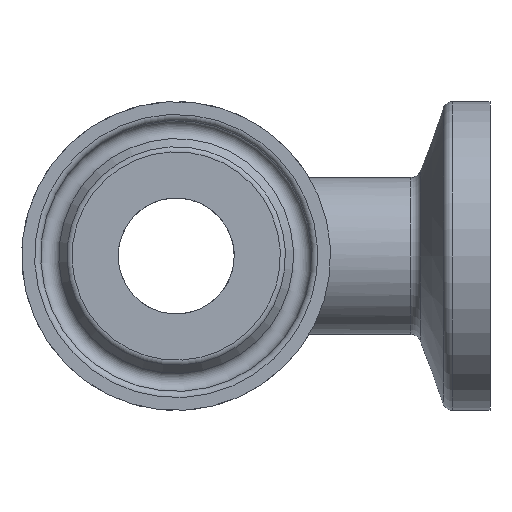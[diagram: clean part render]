
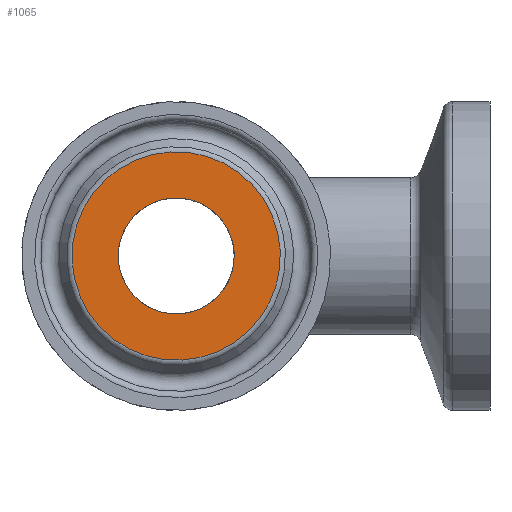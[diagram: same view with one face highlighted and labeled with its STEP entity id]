
A CAD part, left-side view. The second image highlights one B-rep face of the part: STEP entity #1065.
In plain terms, the highlighted face is planar.
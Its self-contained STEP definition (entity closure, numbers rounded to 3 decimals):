
#1031=CARTESIAN_POINT('',(8.433,0.8,0.0));
#1032=VERTEX_POINT('',#1031);
#1033=CARTESIAN_POINT('',(0.0,0.8,0.0));
#1034=DIRECTION('',(0.0,-1.0,0.0));
#1035=DIRECTION('',(1.0,0.0,0.0));
#1036=AXIS2_PLACEMENT_3D('',#1033,#1034,#1035);
#1037=CIRCLE('',#1036,8.433);
#1038=EDGE_CURVE('',#1032,#1032,#1037,.T.);
#1046=CARTESIAN_POINT('',(6.566,0.8,0.0));
#1047=DIRECTION('',(0.0,-1.0,0.0));
#1048=DIRECTION('',(0.0,0.0,-1.0));
#1049=AXIS2_PLACEMENT_3D('',#1046,#1047,#1048);
#1050=PLANE('',#1049);
#1051=ORIENTED_EDGE('',*,*,#1038,.T.);
#1052=EDGE_LOOP('',(#1051));
#1053=FACE_OUTER_BOUND('',#1052,.T.);
#1054=CARTESIAN_POINT('',(4.7,0.8,0.0));
#1055=VERTEX_POINT('',#1054);
#1056=CARTESIAN_POINT('',(0.0,0.8,0.0));
#1057=DIRECTION('',(0.0,-1.0,0.0));
#1058=DIRECTION('',(1.0,0.0,0.0));
#1059=AXIS2_PLACEMENT_3D('',#1056,#1057,#1058);
#1060=CIRCLE('',#1059,4.7);
#1061=EDGE_CURVE('',#1055,#1055,#1060,.T.);
#1062=ORIENTED_EDGE('',*,*,#1061,.F.);
#1063=EDGE_LOOP('',(#1062));
#1064=FACE_BOUND('',#1063,.T.);
#1065=ADVANCED_FACE('',(#1053,#1064),#1050,.T.);
